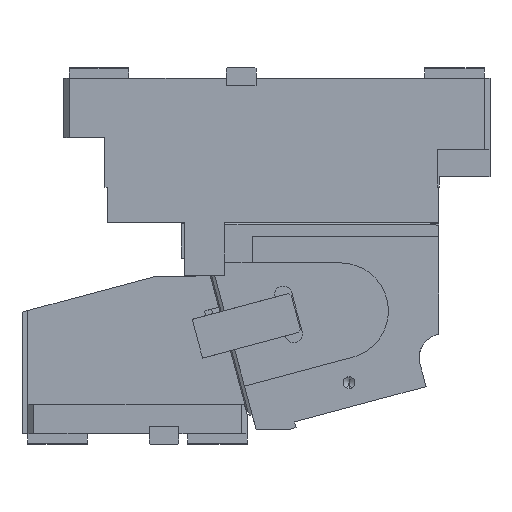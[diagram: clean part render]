
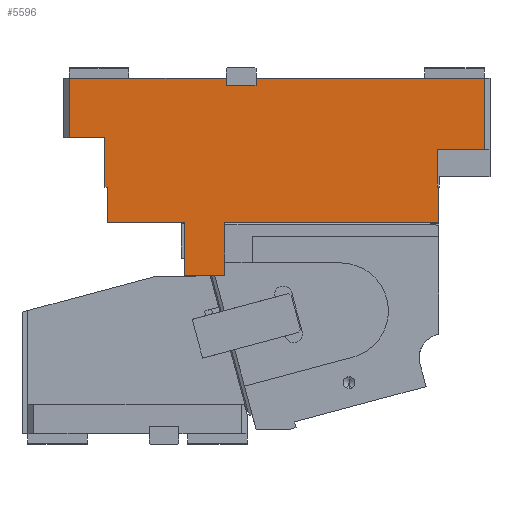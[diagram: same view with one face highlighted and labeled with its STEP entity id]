
A CAD part, front view. The second image highlights one B-rep face of the part: STEP entity #5596.
In plain terms, the highlighted planar face has unit normal (0, -1, 0).
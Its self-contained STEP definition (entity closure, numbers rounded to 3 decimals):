
#63=CARTESIAN_POINT('Vertex',(162.5,-125.,0.)) ;
#77=CARTESIAN_POINT('Vertex',(162.5,-125.,-6.)) ;
#80=CARTESIAN_POINT('Line Origine',(162.5,-125.,-3.)) ;
#108=CARTESIAN_POINT('Vertex',(137.5,-125.,-6.)) ;
#111=CARTESIAN_POINT('Line Origine',(150.,-125.,-6.)) ;
#212=CARTESIAN_POINT('Line Origine',(258.75,-125.,0.)) ;
#216=CARTESIAN_POINT('Vertex',(355.,-125.,0.)) ;
#461=CARTESIAN_POINT('Line Origine',(355.,-125.,-30.05)) ;
#465=CARTESIAN_POINT('Vertex',(355.,-125.,-60.1)) ;
#519=CARTESIAN_POINT('Vertex',(316.8,-125.,-91.79)) ;
#522=CARTESIAN_POINT('Line Origine',(316.8,-125.,-106.79)) ;
#526=CARTESIAN_POINT('Vertex',(316.8,-125.,-121.79)) ;
#590=CARTESIAN_POINT('Line Origine',(226.55,-125.,-121.79)) ;
#594=CARTESIAN_POINT('Vertex',(136.3,-125.,-121.79)) ;
#615=CARTESIAN_POINT('Vertex',(102.3,-125.,-121.79)) ;
#618=CARTESIAN_POINT('Line Origine',(69.55,-125.,-121.79)) ;
#622=CARTESIAN_POINT('Vertex',(36.8,-125.,-121.79)) ;
#811=CARTESIAN_POINT('Line Origine',(136.3,-125.,-144.04)) ;
#815=CARTESIAN_POINT('Vertex',(136.3,-125.,-166.29)) ;
#858=CARTESIAN_POINT('Line Origine',(119.3,-125.,-166.29)) ;
#862=CARTESIAN_POINT('Vertex',(102.3,-125.,-166.29)) ;
#908=CARTESIAN_POINT('Line Origine',(102.3,-125.,-144.04)) ;
#927=CARTESIAN_POINT('Line Origine',(36.8,-125.,-106.79)) ;
#931=CARTESIAN_POINT('Vertex',(36.8,-125.,-91.79)) ;
#999=CARTESIAN_POINT('Line Origine',(35.9,-125.,-91.79)) ;
#1003=CARTESIAN_POINT('Vertex',(35.,-125.,-91.79)) ;
#1052=CARTESIAN_POINT('Line Origine',(35.,-125.,-70.895)) ;
#1056=CARTESIAN_POINT('Vertex',(35.,-125.,-50.)) ;
#1078=CARTESIAN_POINT('Line Origine',(20.,-125.,-50.)) ;
#1082=CARTESIAN_POINT('Vertex',(5.,-125.,-50.)) ;
#1151=CARTESIAN_POINT('Line Origine',(5.,-125.,-25.)) ;
#1155=CARTESIAN_POINT('Vertex',(5.,-125.,0.)) ;
#1339=CARTESIAN_POINT('Line Origine',(71.25,-125.,0.)) ;
#1343=CARTESIAN_POINT('Vertex',(137.5,-125.,0.)) ;
#1457=CARTESIAN_POINT('Line Origine',(137.5,-125.,-3.)) ;
#5551=CARTESIAN_POINT('Axis2P3D Location',(0.,-125.,0.)) ;
#5557=CARTESIAN_POINT('Control Point',(315.27,-125.,-91.79)) ;
#5558=CARTESIAN_POINT('Control Point',(316.8,-125.,-91.79)) ;
#5559=CARTESIAN_POINT('Vertex',(315.27,-125.,-91.79)) ;
#5562=CARTESIAN_POINT('Line Origine',(315.27,-125.,-75.945)) ;
#5566=CARTESIAN_POINT('Vertex',(315.27,-125.,-60.1)) ;
#5569=CARTESIAN_POINT('Line Origine',(335.135,-125.,-60.1)) ;
#81=DIRECTION('Vector Direction',(0.,0.,-1.)) ;
#112=DIRECTION('Vector Direction',(1.,0.,0.)) ;
#213=DIRECTION('Vector Direction',(1.,0.,0.)) ;
#462=DIRECTION('Vector Direction',(0.,0.,1.)) ;
#523=DIRECTION('Vector Direction',(0.,0.,-1.)) ;
#591=DIRECTION('Vector Direction',(-1.,0.,0.)) ;
#619=DIRECTION('Vector Direction',(-1.,0.,0.)) ;
#812=DIRECTION('Vector Direction',(0.,0.,1.)) ;
#859=DIRECTION('Vector Direction',(1.,0.,0.)) ;
#909=DIRECTION('Vector Direction',(0.,0.,1.)) ;
#928=DIRECTION('Vector Direction',(0.,0.,1.)) ;
#1000=DIRECTION('Vector Direction',(-1.,0.,0.)) ;
#1053=DIRECTION('Vector Direction',(0.,0.,-1.)) ;
#1079=DIRECTION('Vector Direction',(1.,0.,0.)) ;
#1152=DIRECTION('Vector Direction',(0.,0.,-1.)) ;
#1340=DIRECTION('Vector Direction',(1.,0.,0.)) ;
#1458=DIRECTION('Vector Direction',(0.,0.,1.)) ;
#5552=DIRECTION('Axis2P3D Direction',(0.,1.,0.)) ;
#5553=DIRECTION('Axis2P3D XDirection',(0.,0.,1.)) ;
#5563=DIRECTION('Vector Direction',(0.,0.,1.)) ;
#5570=DIRECTION('Vector Direction',(1.,0.,0.)) ;
#5554=AXIS2_PLACEMENT_3D('Plane Axis2P3D',#5551,#5552,#5553) ;
#5575=ORIENTED_EDGE('',*,*,#115,.F.) ;
#5576=ORIENTED_EDGE('',*,*,#1461,.T.) ;
#5577=ORIENTED_EDGE('',*,*,#1345,.F.) ;
#5578=ORIENTED_EDGE('',*,*,#1157,.T.) ;
#5579=ORIENTED_EDGE('',*,*,#1084,.T.) ;
#5580=ORIENTED_EDGE('',*,*,#1058,.T.) ;
#5581=ORIENTED_EDGE('',*,*,#1005,.F.) ;
#5582=ORIENTED_EDGE('',*,*,#933,.T.) ;
#5583=ORIENTED_EDGE('',*,*,#624,.T.) ;
#5584=ORIENTED_EDGE('',*,*,#912,.F.) ;
#5585=ORIENTED_EDGE('',*,*,#864,.T.) ;
#5586=ORIENTED_EDGE('',*,*,#817,.T.) ;
#5587=ORIENTED_EDGE('',*,*,#596,.T.) ;
#5588=ORIENTED_EDGE('',*,*,#528,.T.) ;
#5589=ORIENTED_EDGE('',*,*,#5561,.T.) ;
#5590=ORIENTED_EDGE('',*,*,#5568,.T.) ;
#5591=ORIENTED_EDGE('',*,*,#5573,.T.) ;
#5592=ORIENTED_EDGE('',*,*,#467,.T.) ;
#5593=ORIENTED_EDGE('',*,*,#218,.F.) ;
#5594=ORIENTED_EDGE('',*,*,#84,.T.) ;
#82=VECTOR('Line Direction',#81,1.) ;
#113=VECTOR('Line Direction',#112,1.) ;
#214=VECTOR('Line Direction',#213,1.) ;
#463=VECTOR('Line Direction',#462,1.) ;
#524=VECTOR('Line Direction',#523,1.) ;
#592=VECTOR('Line Direction',#591,1.) ;
#620=VECTOR('Line Direction',#619,1.) ;
#813=VECTOR('Line Direction',#812,1.) ;
#860=VECTOR('Line Direction',#859,1.) ;
#910=VECTOR('Line Direction',#909,1.) ;
#929=VECTOR('Line Direction',#928,1.) ;
#1001=VECTOR('Line Direction',#1000,1.) ;
#1054=VECTOR('Line Direction',#1053,1.) ;
#1080=VECTOR('Line Direction',#1079,1.) ;
#1153=VECTOR('Line Direction',#1152,1.) ;
#1341=VECTOR('Line Direction',#1340,1.) ;
#1459=VECTOR('Line Direction',#1458,1.) ;
#5564=VECTOR('Line Direction',#5563,1.) ;
#5571=VECTOR('Line Direction',#5570,1.) ;
#5596=ADVANCED_FACE('CAM HOLDER',(#5595),#5555,.F.) ;
#5556=B_SPLINE_CURVE_WITH_KNOTS('',1,(#5557,#5558),.UNSPECIFIED.,.F.,.U.,(2,2),(278.47,280.),.UNSPECIFIED.) ;
#84=EDGE_CURVE('',#64,#78,#83,.T.) ;
#115=EDGE_CURVE('',#109,#78,#114,.T.) ;
#218=EDGE_CURVE('',#64,#217,#215,.T.) ;
#467=EDGE_CURVE('',#466,#217,#464,.T.) ;
#528=EDGE_CURVE('',#527,#520,#525,.F.) ;
#596=EDGE_CURVE('',#595,#527,#593,.F.) ;
#624=EDGE_CURVE('',#623,#616,#621,.F.) ;
#817=EDGE_CURVE('',#816,#595,#814,.T.) ;
#864=EDGE_CURVE('',#863,#816,#861,.T.) ;
#912=EDGE_CURVE('',#863,#616,#911,.T.) ;
#933=EDGE_CURVE('',#932,#623,#930,.F.) ;
#1005=EDGE_CURVE('',#932,#1004,#1002,.T.) ;
#1058=EDGE_CURVE('',#1057,#1004,#1055,.T.) ;
#1084=EDGE_CURVE('',#1083,#1057,#1081,.T.) ;
#1157=EDGE_CURVE('',#1156,#1083,#1154,.T.) ;
#1345=EDGE_CURVE('',#1156,#1344,#1342,.T.) ;
#1461=EDGE_CURVE('',#109,#1344,#1460,.T.) ;
#5561=EDGE_CURVE('',#520,#5560,#5556,.F.) ;
#5568=EDGE_CURVE('',#5560,#5567,#5565,.T.) ;
#5573=EDGE_CURVE('',#5567,#466,#5572,.T.) ;
#5574=EDGE_LOOP('',(#5575,#5576,#5577,#5578,#5579,#5580,#5581,#5582,#5583,#5584,#5585,#5586,#5587,#5588,#5589,#5590,#5591,#5592,#5593,#5594)) ;
#5595=FACE_OUTER_BOUND('',#5574,.T.) ;
#83=LINE('Line',#80,#82) ;
#114=LINE('Line',#111,#113) ;
#215=LINE('Line',#212,#214) ;
#464=LINE('Line',#461,#463) ;
#525=LINE('Line',#522,#524) ;
#593=LINE('Line',#590,#592) ;
#621=LINE('Line',#618,#620) ;
#814=LINE('Line',#811,#813) ;
#861=LINE('Line',#858,#860) ;
#911=LINE('Line',#908,#910) ;
#930=LINE('Line',#927,#929) ;
#1002=LINE('Line',#999,#1001) ;
#1055=LINE('Line',#1052,#1054) ;
#1081=LINE('Line',#1078,#1080) ;
#1154=LINE('Line',#1151,#1153) ;
#1342=LINE('Line',#1339,#1341) ;
#1460=LINE('Line',#1457,#1459) ;
#5565=LINE('Line',#5562,#5564) ;
#5572=LINE('Line',#5569,#5571) ;
#5555=PLANE('Plane',#5554) ;
#64=VERTEX_POINT('',#63) ;
#78=VERTEX_POINT('',#77) ;
#109=VERTEX_POINT('',#108) ;
#217=VERTEX_POINT('',#216) ;
#466=VERTEX_POINT('',#465) ;
#520=VERTEX_POINT('',#519) ;
#527=VERTEX_POINT('',#526) ;
#595=VERTEX_POINT('',#594) ;
#616=VERTEX_POINT('',#615) ;
#623=VERTEX_POINT('',#622) ;
#816=VERTEX_POINT('',#815) ;
#863=VERTEX_POINT('',#862) ;
#932=VERTEX_POINT('',#931) ;
#1004=VERTEX_POINT('',#1003) ;
#1057=VERTEX_POINT('',#1056) ;
#1083=VERTEX_POINT('',#1082) ;
#1156=VERTEX_POINT('',#1155) ;
#1344=VERTEX_POINT('',#1343) ;
#5560=VERTEX_POINT('',#5559) ;
#5567=VERTEX_POINT('',#5566) ;
